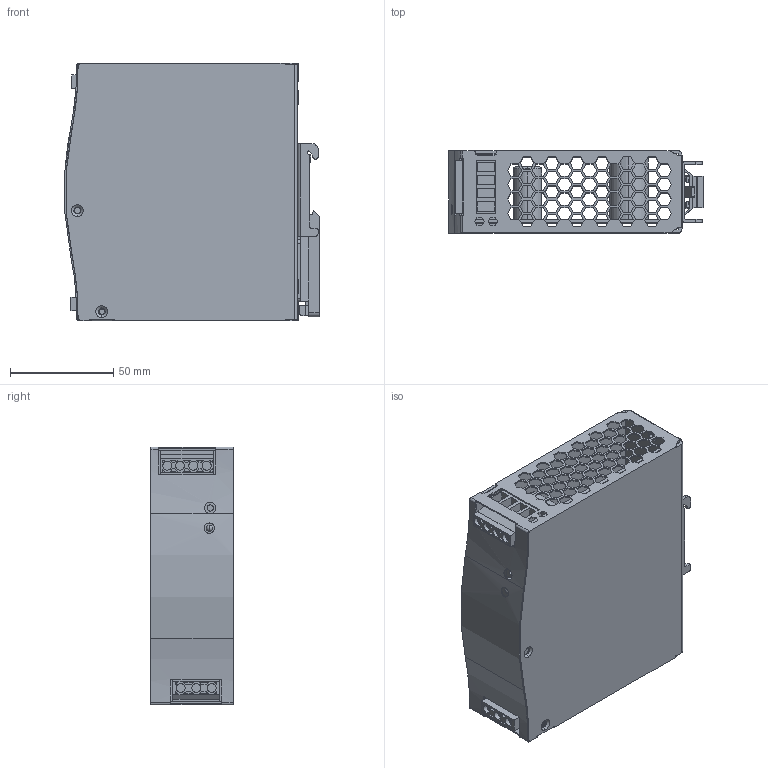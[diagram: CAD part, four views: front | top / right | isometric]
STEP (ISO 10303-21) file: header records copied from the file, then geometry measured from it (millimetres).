
FILE_DESCRIPTION (( 'STEP AP214' ), '1' );
FILE_NAME ('PS120W24DCDR_3D.step', '2023-10-27T19:44:28', ( '' ), ( '' ), 'SwSTEP 2.0', 'SolidWorks 2022', '' );
FILE_SCHEMA (( 'AUTOMOTIVE_DESIGN' ));
Length unit declared in the file: inch
Products named in the file (1): PS120W24DCDR_3D
Bounding box: 123.41 x 40 x 125.2 mm (x, y, z)
Volume: 115122.8 mm3; surface area: 137260.5 mm2
Topology: 1 solids, 1 shells, 1548 faces, 4517 edges, 2968 vertices
Faces by surface type: plane 1266, cylinder 222, bspline 36, cone 22, torus 2
Entity records: 59873 total; most frequent: CARTESIAN_POINT 10421, ORIENTED_EDGE 9034, DIRECTION 7998, EDGE_CURVE 4517, LINE 3944, VECTOR 3944, VERTEX_POINT 2968, AXIS2_PLACEMENT_3D 2027
